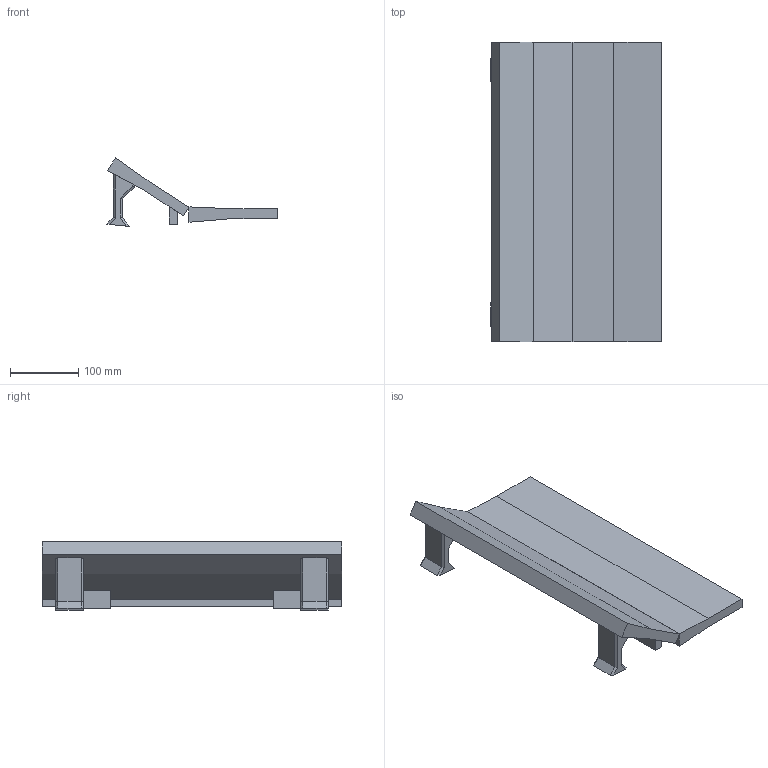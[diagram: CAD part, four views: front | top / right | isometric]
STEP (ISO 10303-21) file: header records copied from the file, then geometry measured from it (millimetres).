
FILE_DESCRIPTION(/* description */ (''),/* implementation_level */ '2;1');
FILE_NAME(/* name */ 'Macro Keyboards.step',/* time_stamp */ '2024-08-18T14:24:43+02:00',/* author */ (''),/* organization */ (''),/* preprocessor_version */ 'ST-DEVELOPER v20',/* originating_system */ 'Autodesk Translation Framework v13.14.0.145',/* authorisation */ '');
FILE_SCHEMA (('AUTOMOTIVE_DESIGN { 1 0 10303 214 3 1 1 }'));
Length unit declared in the file: millimetre
Products named in the file (1): Macro Keyboards
Bounding box: 251.15 x 440 x 100.83 mm (x, y, z)
Volume: 2064408.6 mm3; surface area: 305110.2 mm2
Topology: 6 solids, 6 shells, 69 faces, 158 edges, 101 vertices
Faces by surface type: plane 69
Entity records: 1923 total; most frequent: CARTESIAN_POINT 329, ORIENTED_EDGE 316, DIRECTION 298, LINE 158, VECTOR 158, EDGE_CURVE 158, VERTEX_POINT 101, AXIS2_PLACEMENT_3D 70
